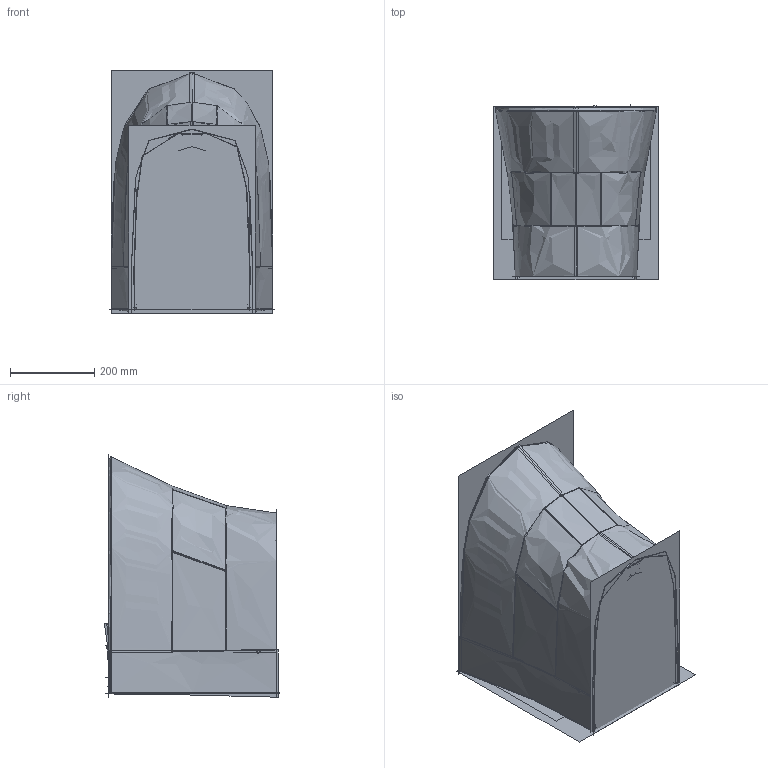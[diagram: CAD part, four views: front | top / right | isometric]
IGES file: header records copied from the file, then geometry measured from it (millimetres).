
Start section:  PTC IGES file: BTW_3D.igs
Global section: file name: BTW_3D.igs; native system: Creo Parametric by PTC Inc.; preprocessor: 2016130; author: 10126080; organization: Unknown; date: 20190703.092527; units: millimetre
Bounding box: 391.01 x 417.03 x 577.09 mm (x, y, z)
Surface area: 7598915.1 mm2 (no closed solid volume)
Topology: 0 solids, 0 shells, 1656 faces, 27132 edges, 35169 vertices
Faces by surface type: bspline 1236, revolution 366, extrusion 54
